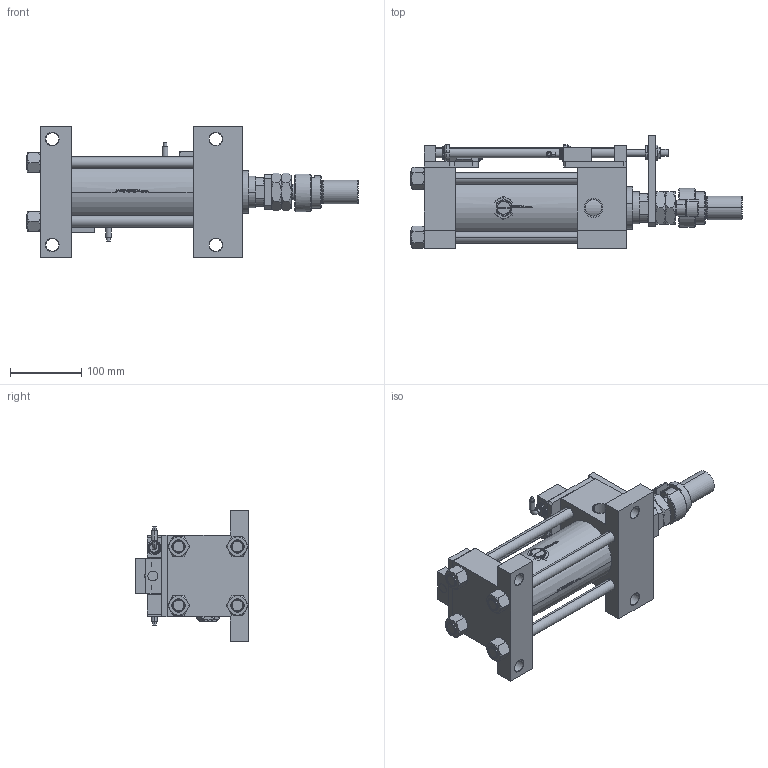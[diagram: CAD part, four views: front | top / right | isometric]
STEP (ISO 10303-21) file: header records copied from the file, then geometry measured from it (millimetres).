
FILE_DESCRIPTION (( 'STEP AP203' ), '1' );
FILE_NAME ('467f.STEP', '2022-04-16T21:55:20', ( '' ), ( '' ), 'SwSTEP 2.0', 'SolidWorks 2019', '' );
FILE_SCHEMA (( 'CONFIG_CONTROL_DESIGN' ));
Length unit declared in the file: millimetre
Products named in the file (20): V215CD_SWITCH_Q_NUT10 0dbe8be65d55e25ba9a8d1d93963c39b; 467f; V215CD_VCP_G 0dbe8be65d55e25ba9a8d1d93963c39b; V215CD_SWITCH_Q_BLOK 0dbe8be65d55e25ba9a8d1d93963c39b; V215CD_G_TYCINKA 0dbe8be65d55e25ba9a8d1d93963c39b; V215CD_SWITCH_Q_NUT 0dbe8be65d55e25ba9a8d1d93963c39b; V215CD_G_Body 0dbe8be65d55e25ba9a8d1d93963c39b; Zatka_pro_OIL_PORT 0dbe8be65d55e25ba9a8d1d93963c39b; V215CD_C_DFAS_SWITCH 0dbe8be65d55e25ba9a8d1d93963c39b; V215CD_SWITCH_Q_TYC 0dbe8be65d55e25ba9a8d1d93963c39b; V215CD_SWITCH_Q_SWITCH 0dbe8be65d55e25ba9a8d1d93963c39b; V215CD_SWITCH_Q_PODLOZKA_FRONT 0dbe8be65d55e25ba9a8d1d93963c39b; V215CD_SWITCH_Q_ZARAZKA 0dbe8be65d55e25ba9a8d1d93963c39b; V215CD_SWITCH_Q_DIMA 0dbe8be65d55e25ba9a8d1d93963c39b; V215CD_SWITCH_Q_PODLOZKA_BACK 0dbe8be65d55e25ba9a8d1d93963c39b; FEMALE_PART_FOR_DFA 0dbe8be65d55e25ba9a8d1d93963c39b; MFA 0dbe8be65d55e25ba9a8d1d93963c39b; V215CD_VC_G 0dbe8be65d55e25ba9a8d1d93963c39b; V215CD_NUT_M5_G 0dbe8be65d55e25ba9a8d1d93963c39b; V215CD_SWITCH_Q_MAGNET 0dbe8be65d55e25ba9a8d1d93963c39b
Assembly tree (29 placements, depth 3):
  467f
    V215CD_G_Body 0dbe8be65d55e25ba9a8d1d93963c39b
    V215CD_VC_G 0dbe8be65d55e25ba9a8d1d93963c39b
    V215CD_VCP_G 0dbe8be65d55e25ba9a8d1d93963c39b
    V215CD_G_TYCINKA 0dbe8be65d55e25ba9a8d1d93963c39b  x4
    V215CD_NUT_M5_G 0dbe8be65d55e25ba9a8d1d93963c39b  x4
    V215CD_SWITCH_Q_BLOK 0dbe8be65d55e25ba9a8d1d93963c39b  x2
    V215CD_SWITCH_Q_DIMA 0dbe8be65d55e25ba9a8d1d93963c39b
    V215CD_SWITCH_Q_MAGNET 0dbe8be65d55e25ba9a8d1d93963c39b  x2
    V215CD_SWITCH_Q_NUT 0dbe8be65d55e25ba9a8d1d93963c39b
    V215CD_SWITCH_Q_NUT10 0dbe8be65d55e25ba9a8d1d93963c39b
    V215CD_SWITCH_Q_PODLOZKA_BACK 0dbe8be65d55e25ba9a8d1d93963c39b
    V215CD_SWITCH_Q_PODLOZKA_FRONT 0dbe8be65d55e25ba9a8d1d93963c39b
    V215CD_SWITCH_Q_SWITCH 0dbe8be65d55e25ba9a8d1d93963c39b  x2
    V215CD_SWITCH_Q_TYC 0dbe8be65d55e25ba9a8d1d93963c39b
    V215CD_SWITCH_Q_ZARAZKA 0dbe8be65d55e25ba9a8d1d93963c39b
    V215CD_C_DFAS_SWITCH 0dbe8be65d55e25ba9a8d1d93963c39b
      FEMALE_PART_FOR_DFA 0dbe8be65d55e25ba9a8d1d93963c39b
      MFA 0dbe8be65d55e25ba9a8d1d93963c39b
    Zatka_pro_OIL_PORT 0dbe8be65d55e25ba9a8d1d93963c39b  x2
Bounding box: 467 x 160 x 185 mm (x, y, z)
Volume: 2836001.5 mm3; surface area: 516971 mm2
Topology: 28 solids, 28 shells, 1560 faces, 3848 edges, 2452 vertices
Faces by surface type: plane 675, bspline 384, cone 247, cylinder 214, torus 40
Entity records: 59432 total; most frequent: CARTESIAN_POINT 29316, ORIENTED_EDGE 6384, DIRECTION 4529, EDGE_CURVE 3192, VERTEX_POINT 2051, VECTOR 1619, LINE 1619, AXIS2_PLACEMENT_3D 1455
